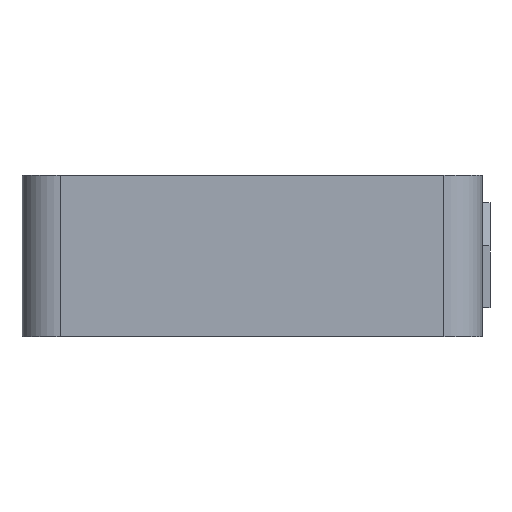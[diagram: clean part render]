
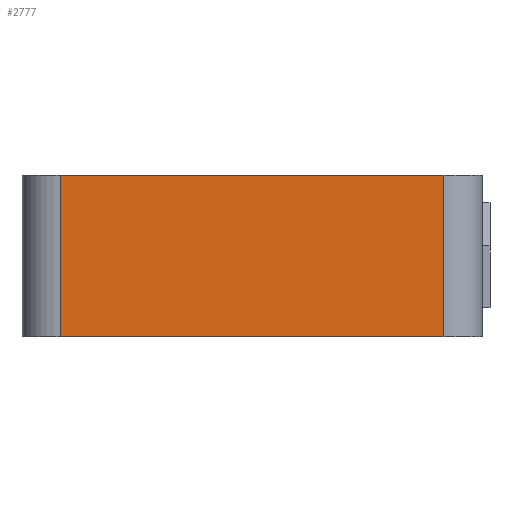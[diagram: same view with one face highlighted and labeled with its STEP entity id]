
A CAD part, left-side view. The second image highlights one B-rep face of the part: STEP entity #2777.
In plain terms, the highlighted planar face has unit normal (-1, 0, 0).
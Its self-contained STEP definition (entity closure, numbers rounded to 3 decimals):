
#33 = VERTEX_POINT('',#34);
#34 = CARTESIAN_POINT('',(-15.,-12.5,10.5));
#44 = CYLINDRICAL_SURFACE('',#45,2.5);
#45 = AXIS2_PLACEMENT_3D('',#46,#47,#48);
#46 = CARTESIAN_POINT('',(-12.5,-12.5,10.5));
#47 = DIRECTION('',(-0.,-0.,-1.));
#48 = DIRECTION('',(1.,0.,0.));
#56 = PLANE('',#57);
#57 = AXIS2_PLACEMENT_3D('',#58,#59,#60);
#58 = CARTESIAN_POINT('',(0.,0.,10.5));
#59 = DIRECTION('',(0.,0.,1.));
#60 = DIRECTION('',(1.,0.,-0.));
#68 = EDGE_CURVE('',#33,#69,#71,.T.);
#69 = VERTEX_POINT('',#70);
#70 = CARTESIAN_POINT('',(-15.,-12.5,0.));
#71 = SURFACE_CURVE('',#72,(#76,#83),.PCURVE_S1.);
#72 = LINE('',#73,#74);
#73 = CARTESIAN_POINT('',(-15.,-12.5,10.5));
#74 = VECTOR('',#75,1.);
#75 = DIRECTION('',(0.,0.,-1.));
#76 = PCURVE('',#44,#77);
#77 = DEFINITIONAL_REPRESENTATION('',(#78),#82);
#78 = LINE('',#79,#80);
#79 = CARTESIAN_POINT('',(3.142,0.));
#80 = VECTOR('',#81,1.);
#81 = DIRECTION('',(0.,1.));
#82 = ( GEOMETRIC_REPRESENTATION_CONTEXT(2) 
PARAMETRIC_REPRESENTATION_CONTEXT() REPRESENTATION_CONTEXT('2D SPACE',''
  ) );
#83 = PCURVE('',#84,#89);
#84 = PLANE('',#85);
#85 = AXIS2_PLACEMENT_3D('',#86,#87,#88);
#86 = CARTESIAN_POINT('',(-15.,0.,10.5));
#87 = DIRECTION('',(1.,0.,0.));
#88 = DIRECTION('',(0.,1.,0.));
#89 = DEFINITIONAL_REPRESENTATION('',(#90),#94);
#90 = LINE('',#91,#92);
#91 = CARTESIAN_POINT('',(-12.5,0.));
#92 = VECTOR('',#93,1.);
#93 = DIRECTION('',(0.,-1.));
#94 = ( GEOMETRIC_REPRESENTATION_CONTEXT(2) 
PARAMETRIC_REPRESENTATION_CONTEXT() REPRESENTATION_CONTEXT('2D SPACE',''
  ) );
#113 = PLANE('',#114);
#114 = AXIS2_PLACEMENT_3D('',#115,#116,#117);
#115 = CARTESIAN_POINT('',(0.,0.,0.));
#116 = DIRECTION('',(0.,0.,1.));
#117 = DIRECTION('',(1.,0.,-0.));
#264 = VERTEX_POINT('',#265);
#265 = CARTESIAN_POINT('',(-15.,12.5,10.5));
#273 = CYLINDRICAL_SURFACE('',#274,2.5);
#274 = AXIS2_PLACEMENT_3D('',#275,#276,#277);
#275 = CARTESIAN_POINT('',(-12.5,12.5,10.5));
#276 = DIRECTION('',(-0.,-0.,1.));
#277 = DIRECTION('',(-1.,0.,0.));
#321 = VERTEX_POINT('',#322);
#322 = CARTESIAN_POINT('',(-15.,12.5,0.));
#344 = EDGE_CURVE('',#264,#321,#345,.T.);
#345 = SURFACE_CURVE('',#346,(#350,#357),.PCURVE_S1.);
#346 = LINE('',#347,#348);
#347 = CARTESIAN_POINT('',(-15.,12.5,10.5));
#348 = VECTOR('',#349,1.);
#349 = DIRECTION('',(0.,0.,-1.));
#350 = PCURVE('',#273,#351);
#351 = DEFINITIONAL_REPRESENTATION('',(#352),#356);
#352 = LINE('',#353,#354);
#353 = CARTESIAN_POINT('',(6.283,0.));
#354 = VECTOR('',#355,1.);
#355 = DIRECTION('',(0.,-1.));
#356 = ( GEOMETRIC_REPRESENTATION_CONTEXT(2) 
PARAMETRIC_REPRESENTATION_CONTEXT() REPRESENTATION_CONTEXT('2D SPACE',''
  ) );
#357 = PCURVE('',#84,#358);
#358 = DEFINITIONAL_REPRESENTATION('',(#359),#363);
#359 = LINE('',#360,#361);
#360 = CARTESIAN_POINT('',(12.5,0.));
#361 = VECTOR('',#362,1.);
#362 = DIRECTION('',(0.,-1.));
#363 = ( GEOMETRIC_REPRESENTATION_CONTEXT(2) 
PARAMETRIC_REPRESENTATION_CONTEXT() REPRESENTATION_CONTEXT('2D SPACE',''
  ) );
#1886 = EDGE_CURVE('',#321,#69,#1887,.T.);
#1887 = SURFACE_CURVE('',#1888,(#1892,#1899),.PCURVE_S1.);
#1888 = LINE('',#1889,#1890);
#1889 = CARTESIAN_POINT('',(-15.,0.,0.));
#1890 = VECTOR('',#1891,1.);
#1891 = DIRECTION('',(0.,-1.,0.));
#1892 = PCURVE('',#113,#1893);
#1893 = DEFINITIONAL_REPRESENTATION('',(#1894),#1898);
#1894 = LINE('',#1895,#1896);
#1895 = CARTESIAN_POINT('',(-15.,0.));
#1896 = VECTOR('',#1897,1.);
#1897 = DIRECTION('',(0.,-1.));
#1898 = ( GEOMETRIC_REPRESENTATION_CONTEXT(2) 
PARAMETRIC_REPRESENTATION_CONTEXT() REPRESENTATION_CONTEXT('2D SPACE',''
  ) );
#1899 = PCURVE('',#84,#1900);
#1900 = DEFINITIONAL_REPRESENTATION('',(#1901),#1905);
#1901 = LINE('',#1902,#1903);
#1902 = CARTESIAN_POINT('',(0.,-10.5));
#1903 = VECTOR('',#1904,1.);
#1904 = DIRECTION('',(-1.,0.));
#1905 = ( GEOMETRIC_REPRESENTATION_CONTEXT(2) 
PARAMETRIC_REPRESENTATION_CONTEXT() REPRESENTATION_CONTEXT('2D SPACE',''
  ) );
#2728 = EDGE_CURVE('',#264,#33,#2729,.T.);
#2729 = SURFACE_CURVE('',#2730,(#2734,#2741),.PCURVE_S1.);
#2730 = LINE('',#2731,#2732);
#2731 = CARTESIAN_POINT('',(-15.,0.,10.5));
#2732 = VECTOR('',#2733,1.);
#2733 = DIRECTION('',(0.,-1.,0.));
#2734 = PCURVE('',#56,#2735);
#2735 = DEFINITIONAL_REPRESENTATION('',(#2736),#2740);
#2736 = LINE('',#2737,#2738);
#2737 = CARTESIAN_POINT('',(-15.,0.));
#2738 = VECTOR('',#2739,1.);
#2739 = DIRECTION('',(0.,-1.));
#2740 = ( GEOMETRIC_REPRESENTATION_CONTEXT(2) 
PARAMETRIC_REPRESENTATION_CONTEXT() REPRESENTATION_CONTEXT('2D SPACE',''
  ) );
#2741 = PCURVE('',#84,#2742);
#2742 = DEFINITIONAL_REPRESENTATION('',(#2743),#2747);
#2743 = LINE('',#2744,#2745);
#2744 = CARTESIAN_POINT('',(0.,0.));
#2745 = VECTOR('',#2746,1.);
#2746 = DIRECTION('',(-1.,0.));
#2747 = ( GEOMETRIC_REPRESENTATION_CONTEXT(2) 
PARAMETRIC_REPRESENTATION_CONTEXT() REPRESENTATION_CONTEXT('2D SPACE',''
  ) );
#2777 = ADVANCED_FACE('',(#2778),#84,.F.);
#2778 = FACE_BOUND('',#2779,.T.);
#2779 = EDGE_LOOP('',(#2780,#2781,#2782,#2783));
#2780 = ORIENTED_EDGE('',*,*,#2728,.F.);
#2781 = ORIENTED_EDGE('',*,*,#344,.T.);
#2782 = ORIENTED_EDGE('',*,*,#1886,.T.);
#2783 = ORIENTED_EDGE('',*,*,#68,.F.);
